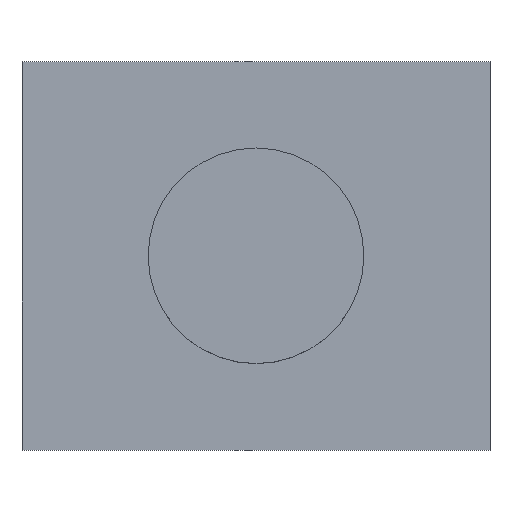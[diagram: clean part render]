
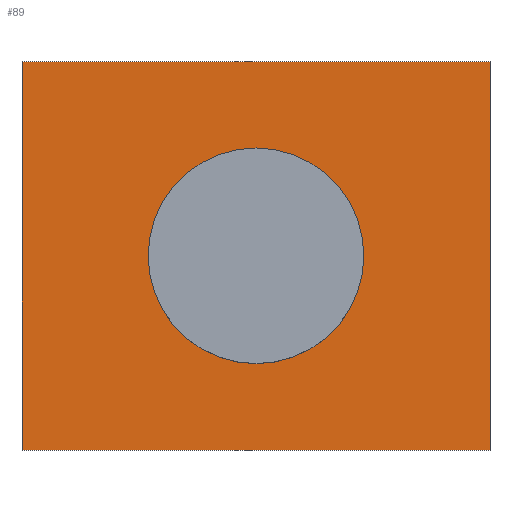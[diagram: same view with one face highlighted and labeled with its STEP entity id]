
A CAD part, top view. The second image highlights one B-rep face of the part: STEP entity #89.
In plain terms, the highlighted planar face has unit normal (0, 0, 1).
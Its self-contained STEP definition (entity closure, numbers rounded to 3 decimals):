
#89=ADVANCED_FACE('',(#175,#176),#125,.T.);
#125=PLANE('',#695);
#153=CIRCLE('',#694,29.95);
#175=FACE_BOUND('',#217,.T.);
#176=FACE_BOUND('',#218,.T.);
#217=EDGE_LOOP('',(#334,#335,#336,#337));
#218=EDGE_LOOP('',(#338));
#334=ORIENTED_EDGE('',*,*,#500,.F.);
#335=ORIENTED_EDGE('',*,*,#469,.F.);
#336=ORIENTED_EDGE('',*,*,#497,.T.);
#337=ORIENTED_EDGE('',*,*,#499,.T.);
#338=ORIENTED_EDGE('',*,*,#517,.F.);
#411=VERTEX_POINT('',#940);
#413=VERTEX_POINT('',#944);
#436=VERTEX_POINT('',#1001);
#437=VERTEX_POINT('',#1005);
#448=VERTEX_POINT('',#1041);
#469=EDGE_CURVE('',#413,#411,#544,.T.);
#497=EDGE_CURVE('',#413,#436,#559,.T.);
#499=EDGE_CURVE('',#436,#437,#561,.T.);
#500=EDGE_CURVE('',#411,#437,#562,.T.);
#517=EDGE_CURVE('',#448,#448,#153,.T.);
#544=LINE('',#945,#592);
#559=LINE('',#1002,#607);
#561=LINE('',#1006,#609);
#562=LINE('',#1008,#610);
#592=VECTOR('',#751,1.);
#607=VECTOR('',#804,1.);
#609=VECTOR('',#808,1.);
#610=VECTOR('',#811,1.);
#694=AXIS2_PLACEMENT_3D('',#1040,#838,#839);
#695=AXIS2_PLACEMENT_3D('',#1042,#840,#841);
#751=DIRECTION('',(-1.,0.,0.));
#804=DIRECTION('',(0.,1.,0.));
#808=DIRECTION('',(-1.,0.,0.));
#811=DIRECTION('',(0.,1.,0.));
#838=DIRECTION('',(0.,0.,1.));
#839=DIRECTION('',(1.,0.,0.));
#840=DIRECTION('',(0.,0.,1.));
#841=DIRECTION('',(1.,0.,0.));
#940=CARTESIAN_POINT('',(-65.,-54.,0.));
#944=CARTESIAN_POINT('',(65.,-54.,0.));
#945=CARTESIAN_POINT('',(65.,-54.,0.));
#1001=CARTESIAN_POINT('',(65.,54.,0.));
#1002=CARTESIAN_POINT('',(65.,-54.,0.));
#1005=CARTESIAN_POINT('',(-65.,54.,0.));
#1006=CARTESIAN_POINT('',(65.,54.,0.));
#1008=CARTESIAN_POINT('',(-65.,-54.,0.));
#1040=CARTESIAN_POINT('',(0.,0.,0.));
#1041=CARTESIAN_POINT('',(29.95,0.,0.));
#1042=CARTESIAN_POINT('',(65.,-54.,0.));
